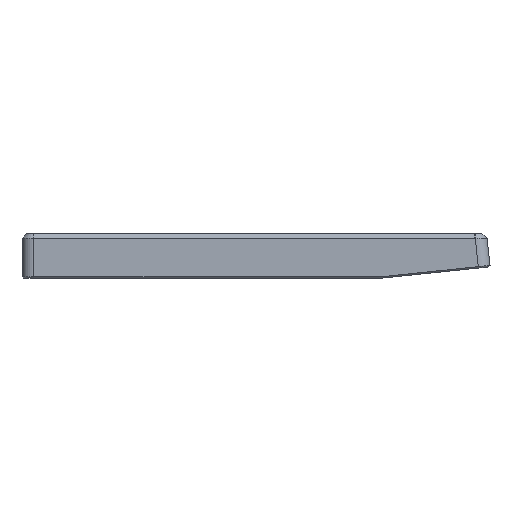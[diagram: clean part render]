
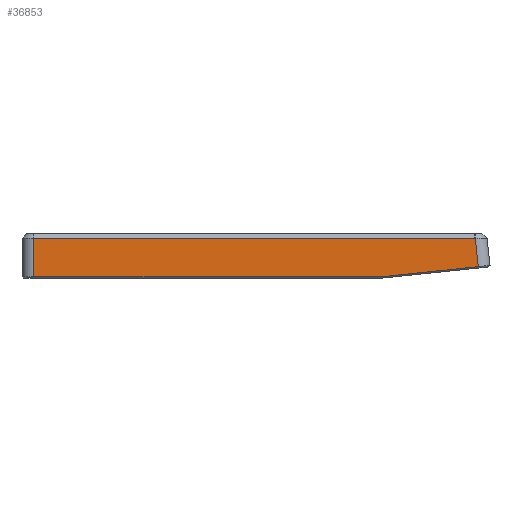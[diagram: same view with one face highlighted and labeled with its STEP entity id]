
A CAD part, left-side view. The second image highlights one B-rep face of the part: STEP entity #36853.
In plain terms, the highlighted planar face has unit normal (-1, 0, 0).
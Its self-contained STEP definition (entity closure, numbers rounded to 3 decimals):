
#95=B_SPLINE_CURVE_WITH_KNOTS('',3,(#56263,#56264,#56265,#56266),
 .UNSPECIFIED.,.F.,.F.,(4,4),(-1.571,-1.529),
 .UNSPECIFIED.);
#3312=FACE_OUTER_BOUND('',#5416,.T.);
#5416=EDGE_LOOP('',(#28718,#28719,#28720,#28721,#28722,#28723));
#7960=LINE('',#55961,#11839);
#7986=LINE('',#56030,#11865);
#8004=LINE('',#56091,#11883);
#8008=LINE('',#56101,#11887);
#8957=LINE('',#59848,#12836);
#11839=VECTOR('',#44811,10.);
#11865=VECTOR('',#44887,10.);
#11883=VECTOR('',#44943,10.);
#11887=VECTOR('',#44953,10.);
#12836=VECTOR('',#47752,10.);
#15443=VERTEX_POINT('',#55959);
#15444=VERTEX_POINT('',#55960);
#15461=VERTEX_POINT('',#56023);
#15486=VERTEX_POINT('',#56090);
#15487=VERTEX_POINT('',#56095);
#15510=VERTEX_POINT('',#56211);
#19592=EDGE_CURVE('',#15443,#15444,#7960,.T.);
#19628=EDGE_CURVE('',#15461,#15443,#7986,.T.);
#19658=EDGE_CURVE('',#15444,#15486,#8004,.T.);
#19663=EDGE_CURVE('',#15486,#15487,#8008,.T.);
#19699=EDGE_CURVE('',#15487,#15510,#95,.T.);
#21491=EDGE_CURVE('',#15510,#15461,#8957,.T.);
#28718=ORIENTED_EDGE('',*,*,#19628,.F.);
#28719=ORIENTED_EDGE('',*,*,#21491,.F.);
#28720=ORIENTED_EDGE('',*,*,#19699,.F.);
#28721=ORIENTED_EDGE('',*,*,#19663,.F.);
#28722=ORIENTED_EDGE('',*,*,#19658,.F.);
#28723=ORIENTED_EDGE('',*,*,#19592,.F.);
#34821=PLANE('',#40035);
#36853=ADVANCED_FACE('',(#3312),#34821,.T.);
#40035=AXIS2_PLACEMENT_3D('',#59849,#47753,#47754);
#44811=DIRECTION('',(0.,1.,0.));
#44887=DIRECTION('',(0.,0.995,-0.105));
#44943=DIRECTION('',(0.,0.,1.));
#44953=DIRECTION('',(0.,-1.,0.));
#47752=DIRECTION('',(0.,-0.105,-0.995));
#47753=DIRECTION('center_axis',(-1.,0.,0.));
#47754=DIRECTION('ref_axis',(0.,0.,1.));
#55959=CARTESIAN_POINT('',(-10.839,-63.423,-9.2));
#55960=CARTESIAN_POINT('',(-10.839,9.827,-9.2));
#55961=CARTESIAN_POINT('',(-10.839,-50.359,-9.2));
#56023=CARTESIAN_POINT('',(-10.839,-84.368,-6.999));
#56030=CARTESIAN_POINT('',(-10.839,-62.441,-9.303));
#56090=CARTESIAN_POINT('',(-10.839,9.827,-1.));
#56091=CARTESIAN_POINT('',(-10.839,9.827,-7.125));
#56095=CARTESIAN_POINT('',(-10.839,-83.632,-1.));
#56101=CARTESIAN_POINT('',(-10.839,-12.476,-1.));
#56211=CARTESIAN_POINT('',(-10.839,-83.737,-1.));
#56263=CARTESIAN_POINT('Ctrl Pts',(-10.839,-83.632,-1.));
#56264=CARTESIAN_POINT('Ctrl Pts',(-10.839,-83.667,-1.));
#56265=CARTESIAN_POINT('Ctrl Pts',(-10.839,-83.702,-1.));
#56266=CARTESIAN_POINT('Ctrl Pts',(-10.839,-83.737,-1.));
#59848=CARTESIAN_POINT('',(-10.839,-83.64,-0.07));
#59849=CARTESIAN_POINT('Origin',(-10.839,-37.279,-4.75));
